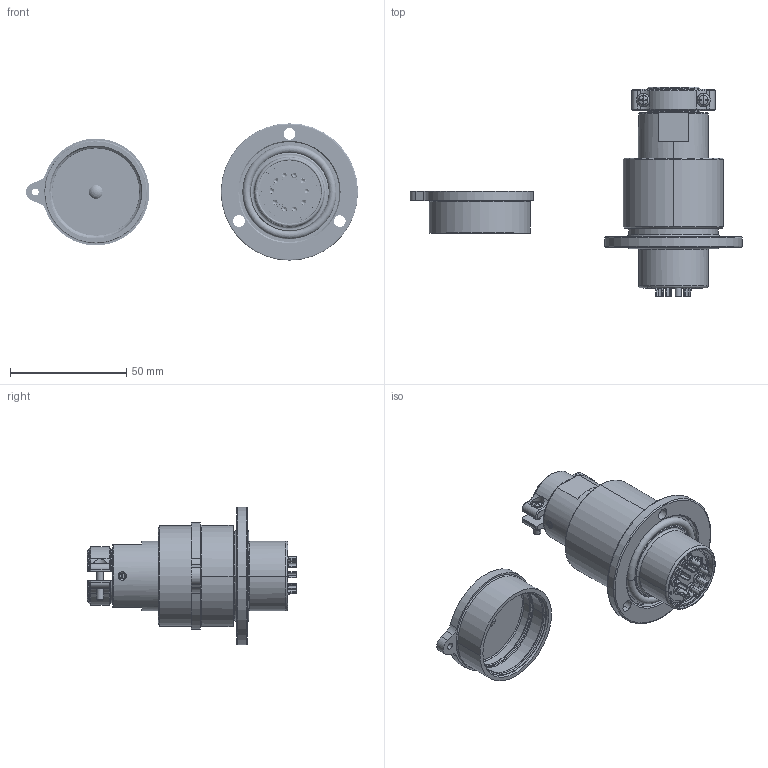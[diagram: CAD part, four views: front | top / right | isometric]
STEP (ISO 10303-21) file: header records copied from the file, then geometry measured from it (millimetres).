
FILE_DESCRIPTION((''),'2;1');
FILE_NAME('ASM0017_ASM','2024-04-09T',('13001'),(''),'PRO/ENGINEER BY PARAMETRIC TECHNOLOGY CORPORATION, 2012480','PRO/ENGINEER BY PARAMETRIC TECHNOLOGY CORPORATION, 2012480','');
FILE_SCHEMA(('CONFIG_CONTROL_DESIGN'));
Length unit declared in the file: millimetre
Products named in the file (4): 3D_1690103131001_HY-Z3010-S01E0; 3D_1690104231001_HY-T3010-S01E1; 3D_2690000009002_HY-Z30-CV_V1_0; ASM0017_ASM
Assembly tree (3 placements, depth 2):
  ASM0017_ASM
    3D_1690103131001_HY-Z3010-S01E0
    3D_1690104231001_HY-T3010-S01E1
    3D_2690000009002_HY-Z30-CV_V1_0
Bounding box: 142.72 x 90.14 x 59 mm (x, y, z)
Volume: 64986 mm3; surface area: 58238 mm2
Topology: 3 solids, 6 shells, 3000 faces, 8613 edges, 5785 vertices
Faces by surface type: plane 1304, cone 548, cylinder 480, extrusion 447, torus 125, bspline 64, sphere 32
Entity records: 114243 total; most frequent: CARTESIAN_POINT 37399, ORIENTED_EDGE 17052, DIRECTION 14352, EDGE_CURVE 8526, VERTEX_POINT 5785, AXIS2_PLACEMENT_3D 4900, VECTOR 4552, LINE 4105
